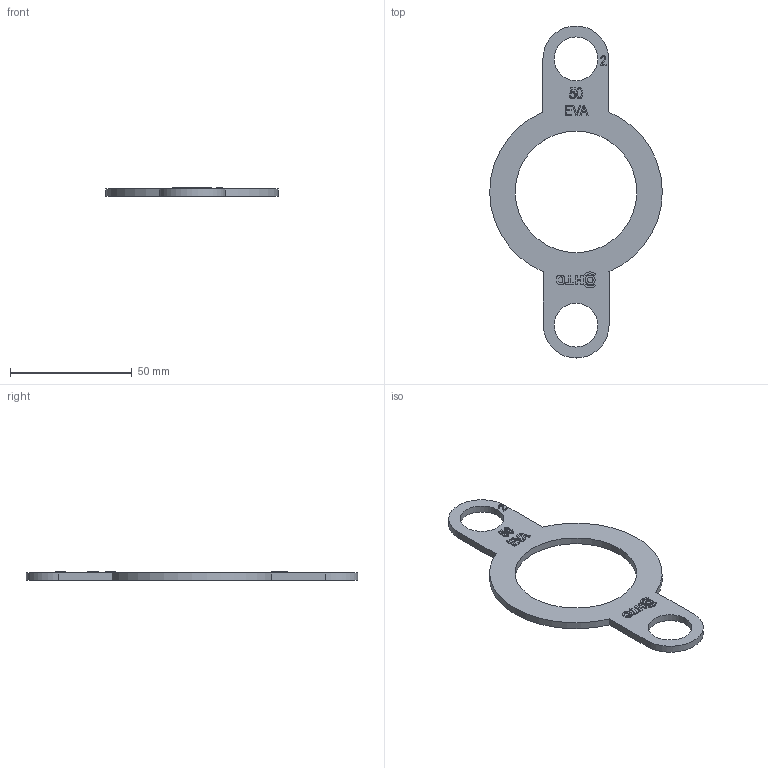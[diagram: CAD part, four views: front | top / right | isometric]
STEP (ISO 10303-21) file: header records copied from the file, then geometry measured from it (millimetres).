
FILE_DESCRIPTION(/* description */ (''),/* implementation_level */ '2;1');
FILE_NAME(/* name */ 'AF0709.000.050.step',/* time_stamp */ '2026-02-11T11:08:51+01:00',/* author */ (''),/* organization */ (''),/* preprocessor_version */ 'ST-DEVELOPER v20.1',/* originating_system */ 'Autodesk Translation Framework v14.24.0.0',/* authorisation */ '');
FILE_SCHEMA (('AUTOMOTIVE_DESIGN { 1 0 10303 214 3 1 1 }'));
Length unit declared in the file: millimetre
Products named in the file (1): 2026-02-11-07-59-12-360
Bounding box: 71 x 136.54 x 3.5 mm (x, y, z)
Volume: 9472.7 mm3; surface area: 8232.6 mm2
Topology: 1 solids, 1 shells, 221 faces, 612 edges, 408 vertices
Faces by surface type: bspline 118, plane 96, cylinder 7
Full cylindrical faces by diameter (mm): 18 x2, 50 x1
Entity records: 7683 total; most frequent: CARTESIAN_POINT 2940, ORIENTED_EDGE 1224, DIRECTION 618, EDGE_CURVE 612, VERTEX_POINT 408, LINE 362, VECTOR 362, EDGE_LOOP 242
